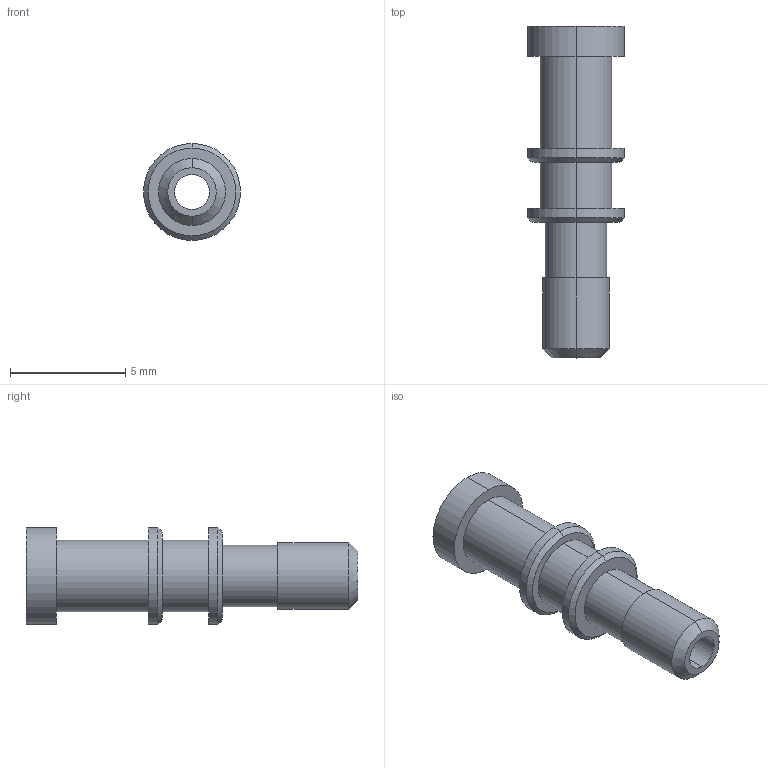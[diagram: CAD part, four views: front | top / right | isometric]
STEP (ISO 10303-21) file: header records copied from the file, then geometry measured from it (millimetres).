
FILE_DESCRIPTION (( 'STEP AP214' ), '1' );
FILE_NAME ('22042~0.STEP', '2021-06-25T10:15:51', ( '' ), ( '' ), 'SwSTEP 2.0', 'SolidWorks 2018', '' );
FILE_SCHEMA (( 'AUTOMOTIVE_DESIGN' ));
Length unit declared in the file: millimetre
Products named in the file (2): 22042~0
Bounding box: 4.2 x 14.37 x 4.2 mm (x, y, z)
Volume: 61.6 mm3; surface area: 283.8 mm2
Topology: 1 solids, 1 shells, 35 faces, 70 edges, 44 vertices
Faces by surface type: cylinder 18, plane 9, cone 8
Entity records: 977 total; most frequent: DIRECTION 188, CARTESIAN_POINT 151, ORIENTED_EDGE 140, AXIS2_PLACEMENT_3D 81, EDGE_CURVE 70, EDGE_LOOP 44, CIRCLE 44, VERTEX_POINT 44
